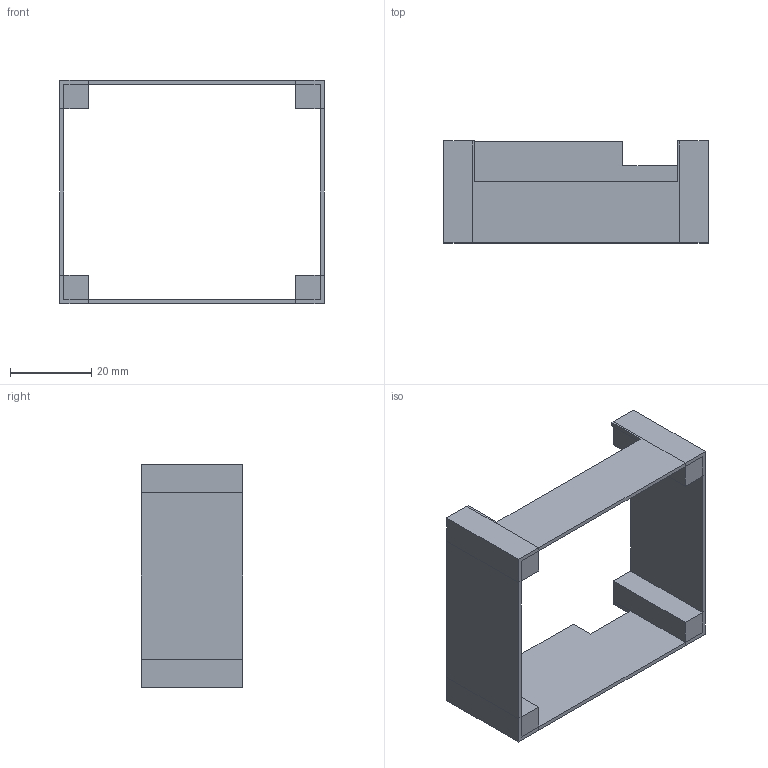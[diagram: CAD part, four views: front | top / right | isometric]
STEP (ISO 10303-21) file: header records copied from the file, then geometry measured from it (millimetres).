
FILE_DESCRIPTION(('FreeCAD Model'),'2;1');
FILE_NAME('TouchSwitchEnclosure.step','2021-03-22T09:34:57',( 'Author'),(''),'Open CASCADE STEP processor 7.3','FreeCAD','Unknown' );
FILE_SCHEMA(('AUTOMOTIVE_DESIGN { 1 0 10303 214 1 1 1 1 }'));
Length unit declared in the file: millimetre
Products named in the file (1): Body
Bounding box: 65 x 25 x 55 mm (x, y, z)
Volume: 8853.2 mm3; surface area: 11549.7 mm2
Topology: 1 solids, 1 shells, 63 faces, 137 edges, 78 vertices
Faces by surface type: plane 59, cylinder 4
Full cylindrical faces by diameter (mm): 2 x4
Entity records: 3438 total; most frequent: CARTESIAN_POINT 587, DIRECTION 528, LINE 379, VECTOR 379, ORIENTED_EDGE 274, PCURVE 274, DEFINITIONAL_REPRESENTATION 274, EDGE_CURVE 137
